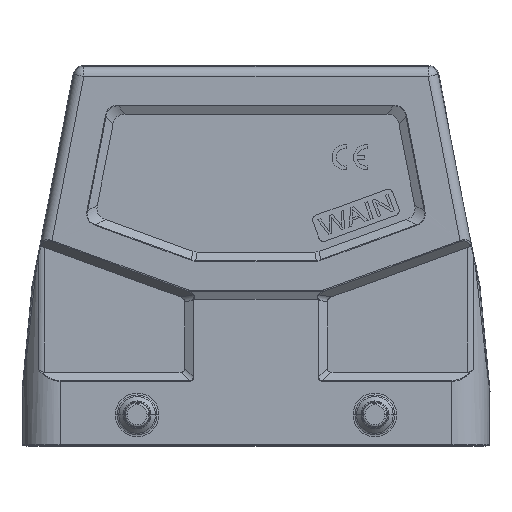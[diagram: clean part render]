
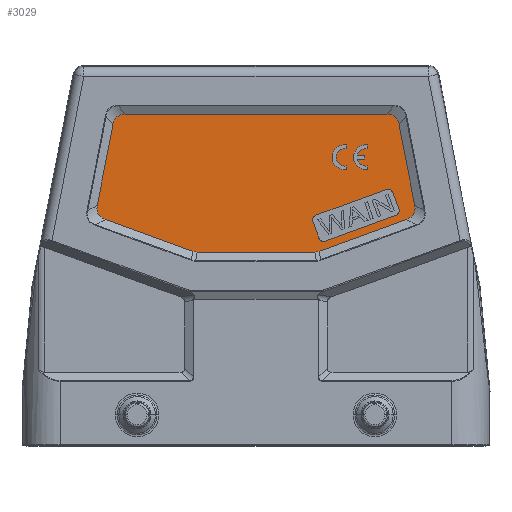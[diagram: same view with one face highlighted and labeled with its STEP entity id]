
A CAD part, top view. The second image highlights one B-rep face of the part: STEP entity #3029.
In plain terms, the highlighted planar face has unit normal (0, 0, 1).
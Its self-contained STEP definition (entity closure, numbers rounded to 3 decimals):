
#196=FACE_BOUND('',#4400,.T.);
#197=FACE_BOUND('',#4401,.T.);
#501=B_SPLINE_CURVE_WITH_KNOTS('',3,(#19416,#19417,#19418,#19419),
 .UNSPECIFIED.,.F.,.F.,(4,4),(0.,1.),.UNSPECIFIED.);
#502=B_SPLINE_CURVE_WITH_KNOTS('',3,(#19424,#19425,#19426,#19427),
 .UNSPECIFIED.,.F.,.F.,(4,4),(0.,1.),.UNSPECIFIED.);
#503=B_SPLINE_CURVE_WITH_KNOTS('',3,(#19431,#19432,#19433,#19434),
 .UNSPECIFIED.,.F.,.F.,(4,4),(0.,1.),.UNSPECIFIED.);
#504=B_SPLINE_CURVE_WITH_KNOTS('',3,(#19438,#19439,#19440,#19441),
 .UNSPECIFIED.,.F.,.F.,(4,4),(0.,1.),.UNSPECIFIED.);
#505=B_SPLINE_CURVE_WITH_KNOTS('',3,(#19445,#19446,#19447,#19448),
 .UNSPECIFIED.,.F.,.F.,(4,4),(0.,1.),.UNSPECIFIED.);
#506=B_SPLINE_CURVE_WITH_KNOTS('',3,(#19452,#19453,#19454,#19455),
 .UNSPECIFIED.,.F.,.F.,(4,4),(0.,1.),.UNSPECIFIED.);
#1363=LINE('',#19383,#2084);
#1367=LINE('',#19397,#2088);
#1372=LINE('',#19410,#2093);
#1374=LINE('',#19414,#2095);
#1375=LINE('',#19422,#2096);
#1376=LINE('',#19429,#2097);
#1377=LINE('',#19436,#2098);
#1378=LINE('',#19443,#2099);
#1379=LINE('',#19450,#2100);
#1380=LINE('',#19457,#2101);
#2084=VECTOR('',#13721,1.);
#2088=VECTOR('',#13735,1.);
#2093=VECTOR('',#13748,1.);
#2095=VECTOR('',#13754,1.);
#2096=VECTOR('',#13757,1.);
#2097=VECTOR('',#13758,1.);
#2098=VECTOR('',#13759,1.);
#2099=VECTOR('',#13760,1.);
#2100=VECTOR('',#13761,1.);
#2101=VECTOR('',#13762,1.);
#2509=PLANE('',#11556);
#3029=ADVANCED_FACE('',(#196,#197),#2509,.F.);
#4400=EDGE_LOOP('',(#6693,#6694,#6695,#6696,#6697,#6698,#6699,#6700,#6701));
#4401=EDGE_LOOP('',(#6702,#6703,#6704,#6705,#6706,#6707,#6708,#6709,#6710,
#6711,#6712,#6713));
#6693=ORIENTED_EDGE('',*,*,#9857,.T.);
#6694=ORIENTED_EDGE('',*,*,#9876,.T.);
#6695=ORIENTED_EDGE('',*,*,#9874,.T.);
#6696=ORIENTED_EDGE('',*,*,#9869,.T.);
#6697=ORIENTED_EDGE('',*,*,#9865,.T.);
#6698=ORIENTED_EDGE('',*,*,#9868,.T.);
#6699=ORIENTED_EDGE('',*,*,#9862,.T.);
#6700=ORIENTED_EDGE('',*,*,#9861,.T.);
#6701=ORIENTED_EDGE('',*,*,#9878,.T.);
#6702=ORIENTED_EDGE('',*,*,#9879,.F.);
#6703=ORIENTED_EDGE('',*,*,#9880,.F.);
#6704=ORIENTED_EDGE('',*,*,#9881,.F.);
#6705=ORIENTED_EDGE('',*,*,#9882,.F.);
#6706=ORIENTED_EDGE('',*,*,#9883,.F.);
#6707=ORIENTED_EDGE('',*,*,#9884,.F.);
#6708=ORIENTED_EDGE('',*,*,#9885,.F.);
#6709=ORIENTED_EDGE('',*,*,#9886,.F.);
#6710=ORIENTED_EDGE('',*,*,#9887,.F.);
#6711=ORIENTED_EDGE('',*,*,#9888,.F.);
#6712=ORIENTED_EDGE('',*,*,#9889,.F.);
#6713=ORIENTED_EDGE('',*,*,#9890,.F.);
#8474=VERTEX_POINT('',#19364);
#8478=VERTEX_POINT('',#19371);
#8479=VERTEX_POINT('',#19375);
#8482=VERTEX_POINT('',#19380);
#8483=VERTEX_POINT('',#19384);
#8485=VERTEX_POINT('',#19390);
#8486=VERTEX_POINT('',#19391);
#8488=VERTEX_POINT('',#19398);
#8490=VERTEX_POINT('',#19404);
#8492=VERTEX_POINT('',#19420);
#8493=VERTEX_POINT('',#19421);
#8494=VERTEX_POINT('',#19423);
#8495=VERTEX_POINT('',#19428);
#8496=VERTEX_POINT('',#19430);
#8497=VERTEX_POINT('',#19435);
#8498=VERTEX_POINT('',#19437);
#8499=VERTEX_POINT('',#19442);
#8500=VERTEX_POINT('',#19444);
#8501=VERTEX_POINT('',#19449);
#8502=VERTEX_POINT('',#19451);
#8503=VERTEX_POINT('',#19456);
#9857=EDGE_CURVE('',#8474,#8478,#10746,.T.);
#9861=EDGE_CURVE('',#8479,#8482,#10748,.T.);
#9862=EDGE_CURVE('',#8483,#8479,#1363,.T.);
#9865=EDGE_CURVE('',#8485,#8486,#10749,.T.);
#9868=EDGE_CURVE('',#8486,#8483,#10751,.T.);
#9869=EDGE_CURVE('',#8488,#8485,#1367,.T.);
#9874=EDGE_CURVE('',#8490,#8488,#10753,.T.);
#9876=EDGE_CURVE('',#8478,#8490,#1372,.T.);
#9878=EDGE_CURVE('',#8482,#8474,#1374,.T.);
#9879=EDGE_CURVE('',#8492,#8493,#501,.T.);
#9880=EDGE_CURVE('',#8494,#8492,#1375,.T.);
#9881=EDGE_CURVE('',#8495,#8494,#502,.T.);
#9882=EDGE_CURVE('',#8496,#8495,#1376,.T.);
#9883=EDGE_CURVE('',#8497,#8496,#503,.T.);
#9884=EDGE_CURVE('',#8498,#8497,#1377,.T.);
#9885=EDGE_CURVE('',#8499,#8498,#504,.T.);
#9886=EDGE_CURVE('',#8500,#8499,#1378,.T.);
#9887=EDGE_CURVE('',#8501,#8500,#505,.T.);
#9888=EDGE_CURVE('',#8502,#8501,#1379,.T.);
#9889=EDGE_CURVE('',#8503,#8502,#506,.T.);
#9890=EDGE_CURVE('',#8493,#8503,#1380,.T.);
#10746=CIRCLE('',#11539,1.);
#10748=CIRCLE('',#11542,1.);
#10749=CIRCLE('',#11545,1.);
#10751=CIRCLE('',#11547,1.);
#10753=CIRCLE('',#11551,1.);
#11539=AXIS2_PLACEMENT_3D('',#19372,#13709,#13710);
#11542=AXIS2_PLACEMENT_3D('',#19381,#13717,#13718);
#11545=AXIS2_PLACEMENT_3D('',#19389,#13726,#13727);
#11547=AXIS2_PLACEMENT_3D('',#19395,#13731,#13732);
#11551=AXIS2_PLACEMENT_3D('',#19407,#13743,#13744);
#11556=AXIS2_PLACEMENT_3D('',#19458,#13763,#13764);
#13709=DIRECTION('',(0.,0.,-1.));
#13710=DIRECTION('',(-0.94,-0.342,0.));
#13717=DIRECTION('',(0.,0.,-1.));
#13718=DIRECTION('',(0.342,-0.94,0.));
#13721=DIRECTION('',(-0.94,-0.342,0.));
#13726=DIRECTION('',(0.,0.,-1.));
#13727=DIRECTION('',(0.94,0.342,0.));
#13731=DIRECTION('',(0.,0.,-1.));
#13732=DIRECTION('',(1.,0.,0.));
#13735=DIRECTION('',(0.342,-0.94,0.));
#13743=DIRECTION('',(0.,0.,-1.));
#13744=DIRECTION('',(-0.342,0.94,0.));
#13748=DIRECTION('',(0.94,0.342,0.));
#13754=DIRECTION('',(-0.342,0.94,0.));
#13757=DIRECTION('',(1.,0.,0.));
#13758=DIRECTION('',(0.191,0.982,0.));
#13759=DIRECTION('',(-0.94,0.342,0.));
#13760=DIRECTION('',(-1.,0.,0.));
#13761=DIRECTION('',(-0.94,-0.342,0.));
#13762=DIRECTION('',(0.191,-0.982,0.));
#13763=DIRECTION('',(0.,0.,-1.));
#13764=DIRECTION('',(-1.,0.,0.));
#19364=CARTESIAN_POINT('',(11.364,12.815,21.5));
#19371=CARTESIAN_POINT('',(11.962,14.097,21.5));
#19372=CARTESIAN_POINT('',(12.304,13.157,21.5));
#19375=CARTESIAN_POINT('',(13.843,8.928,21.5));
#19380=CARTESIAN_POINT('',(12.562,9.526,21.5));
#19381=CARTESIAN_POINT('',(13.501,9.868,21.5));
#19383=CARTESIAN_POINT('',(27.939,14.059,21.5));
#19384=CARTESIAN_POINT('',(27.939,14.059,21.5));
#19389=CARTESIAN_POINT('',(27.597,14.998,21.5));
#19390=CARTESIAN_POINT('',(28.536,15.34,21.5));
#19391=CARTESIAN_POINT('',(28.597,14.998,21.5));
#19395=CARTESIAN_POINT('',(27.597,14.998,21.5));
#19397=CARTESIAN_POINT('',(27.339,18.629,21.5));
#19398=CARTESIAN_POINT('',(27.339,18.629,21.5));
#19404=CARTESIAN_POINT('',(26.058,19.227,21.5));
#19407=CARTESIAN_POINT('',(26.4,18.287,21.5));
#19410=CARTESIAN_POINT('',(11.962,14.097,21.5));
#19414=CARTESIAN_POINT('',(12.562,9.526,21.5));
#19416=CARTESIAN_POINT('',(26.116,34.268,21.5));
#19417=CARTESIAN_POINT('',(27.478,34.268,21.5));
#19418=CARTESIAN_POINT('',(28.31,33.582,21.5));
#19419=CARTESIAN_POINT('',(28.57,32.245,21.5));
#19420=CARTESIAN_POINT('',(26.116,34.268,21.5));
#19421=CARTESIAN_POINT('',(28.57,32.245,21.5));
#19422=CARTESIAN_POINT('',(-26.116,34.268,21.5));
#19423=CARTESIAN_POINT('',(-26.116,34.268,21.5));
#19424=CARTESIAN_POINT('',(-28.57,32.245,21.5));
#19425=CARTESIAN_POINT('',(-28.31,33.582,21.5));
#19426=CARTESIAN_POINT('',(-27.478,34.268,21.5));
#19427=CARTESIAN_POINT('',(-26.116,34.268,21.5));
#19428=CARTESIAN_POINT('',(-28.57,32.245,21.5));
#19429=CARTESIAN_POINT('',(-31.712,16.08,21.5));
#19430=CARTESIAN_POINT('',(-31.712,16.08,21.5));
#19431=CARTESIAN_POINT('',(-30.113,13.254,21.5));
#19432=CARTESIAN_POINT('',(-31.439,13.736,21.5));
#19433=CARTESIAN_POINT('',(-31.981,14.695,21.5));
#19434=CARTESIAN_POINT('',(-31.712,16.08,21.5));
#19435=CARTESIAN_POINT('',(-30.113,13.254,21.5));
#19436=CARTESIAN_POINT('',(-12.609,6.883,21.5));
#19437=CARTESIAN_POINT('',(-12.609,6.883,21.5));
#19438=CARTESIAN_POINT('',(-11.754,6.732,21.5));
#19439=CARTESIAN_POINT('',(-12.047,6.732,21.5));
#19440=CARTESIAN_POINT('',(-12.333,6.783,21.5));
#19441=CARTESIAN_POINT('',(-12.609,6.883,21.5));
#19442=CARTESIAN_POINT('',(-11.754,6.732,21.5));
#19443=CARTESIAN_POINT('',(11.754,6.732,21.5));
#19444=CARTESIAN_POINT('',(11.754,6.732,21.5));
#19445=CARTESIAN_POINT('',(12.609,6.883,21.5));
#19446=CARTESIAN_POINT('',(12.333,6.783,21.5));
#19447=CARTESIAN_POINT('',(12.047,6.732,21.5));
#19448=CARTESIAN_POINT('',(11.754,6.732,21.5));
#19449=CARTESIAN_POINT('',(12.609,6.883,21.5));
#19450=CARTESIAN_POINT('',(30.113,13.254,21.5));
#19451=CARTESIAN_POINT('',(30.113,13.254,21.5));
#19452=CARTESIAN_POINT('',(31.712,16.08,21.5));
#19453=CARTESIAN_POINT('',(31.981,14.695,21.5));
#19454=CARTESIAN_POINT('',(31.439,13.736,21.5));
#19455=CARTESIAN_POINT('',(30.113,13.254,21.5));
#19456=CARTESIAN_POINT('',(31.712,16.08,21.5));
#19457=CARTESIAN_POINT('',(28.57,32.245,21.5));
#19458=CARTESIAN_POINT('',(-34.102,12.862,21.5));
